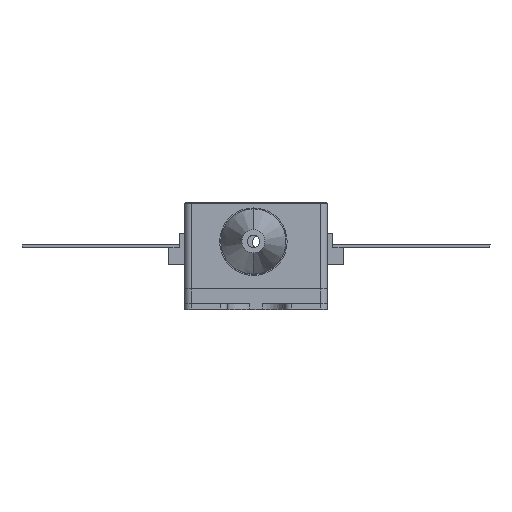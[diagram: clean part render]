
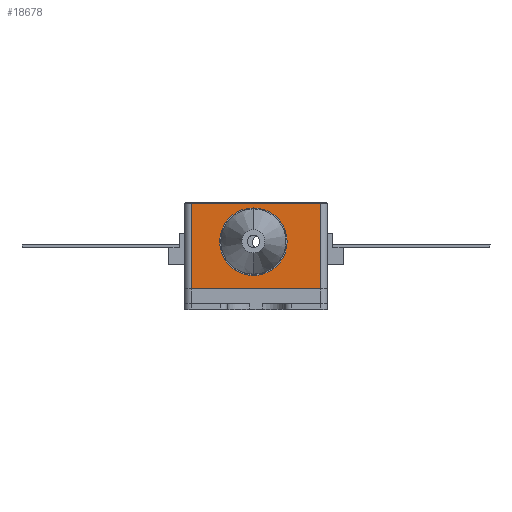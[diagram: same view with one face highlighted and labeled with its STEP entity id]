
A CAD part, top view. The second image highlights one B-rep face of the part: STEP entity #18678.
In plain terms, the highlighted planar face has unit normal (0, 0, 1).
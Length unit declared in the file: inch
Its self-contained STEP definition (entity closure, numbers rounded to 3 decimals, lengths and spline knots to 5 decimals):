
#256 = VECTOR ( 'NONE', #9132, 39.37008 ) ;
#459 = LINE ( 'NONE', #3946, #3358 ) ;
#988 = DIRECTION ( 'NONE',  ( 0., -1., 0. ) ) ;
#1442 = CARTESIAN_POINT ( 'NONE',  ( -2.31027, -0.7153, 1.90366 ) ) ;
#2077 = CIRCLE ( 'NONE', #3929, 0.0625 ) ;
#2689 = VERTEX_POINT ( 'NONE', #19696 ) ;
#2771 = CARTESIAN_POINT ( 'NONE',  ( -2.28664, -0.41609, 1.90366 ) ) ;
#2822 = CARTESIAN_POINT ( 'NONE',  ( -1.83389, -0.41609, 1.90366 ) ) ;
#3217 = CARTESIAN_POINT ( 'NONE',  ( -2.06948, -0.54994, 1.90366 ) ) ;
#3358 = VECTOR ( 'NONE', #15039, 39.37008 ) ;
#3392 = AXIS2_PLACEMENT_3D ( 'NONE', #7413, #7500, #20399 ) ;
#3568 = CARTESIAN_POINT ( 'NONE',  ( -2.00698, -0.54994, 1.90366 ) ) ;
#3727 = ORIENTED_EDGE ( 'NONE', *, *, #6303, .T. ) ;
#3929 = AXIS2_PLACEMENT_3D ( 'NONE', #4156, #11621, #15334 ) ;
#3946 = CARTESIAN_POINT ( 'NONE',  ( -1.83389, -0.41609, 1.90366 ) ) ;
#4156 = CARTESIAN_POINT ( 'NONE',  ( -2.06948, -0.54994, 1.90366 ) ) ;
#5042 = DIRECTION ( 'NONE',  ( 0., 0., 1. ) ) ;
#5786 = FACE_OUTER_BOUND ( 'NONE', #13205, .T. ) ;
#5828 = ORIENTED_EDGE ( 'NONE', *, *, #21265, .T. ) ;
#6052 = LINE ( 'NONE', #13639, #7477 ) ;
#6303 = EDGE_CURVE ( 'NONE', #14071, #7620, #459, .T. ) ;
#7014 = VERTEX_POINT ( 'NONE', #2771 ) ;
#7413 = CARTESIAN_POINT ( 'NONE',  ( -2.31027, -0.7153, 1.90366 ) ) ;
#7429 = LINE ( 'NONE', #1442, #12638 ) ;
#7477 = VECTOR ( 'NONE', #988, 39.37008 ) ;
#7500 = DIRECTION ( 'NONE',  ( 0., 0., 1. ) ) ;
#7620 = VERTEX_POINT ( 'NONE', #2822 ) ;
#8185 = EDGE_LOOP ( 'NONE', ( #21537, #23615 ) ) ;
#8657 = DIRECTION ( 'NONE',  ( 1., 0., 0. ) ) ;
#9132 = DIRECTION ( 'NONE',  ( -1., 0., 0. ) ) ;
#9362 = AXIS2_PLACEMENT_3D ( 'NONE', #3217, #5042, #8657 ) ;
#10513 = CARTESIAN_POINT ( 'NONE',  ( -2.13198, -0.54994, 1.90366 ) ) ;
#10623 = LINE ( 'NONE', #14171, #256 ) ;
#10777 = EDGE_CURVE ( 'NONE', #2689, #14071, #7429, .T. ) ;
#10812 = EDGE_CURVE ( 'NONE', #14352, #21510, #16969, .T. ) ;
#11101 = ORIENTED_EDGE ( 'NONE', *, *, #22187, .T. ) ;
#11621 = DIRECTION ( 'NONE',  ( 0., 0., 1. ) ) ;
#12207 = DIRECTION ( 'NONE',  ( 1., 0., 0. ) ) ;
#12638 = VECTOR ( 'NONE', #12207, 39.37008 ) ;
#13205 = EDGE_LOOP ( 'NONE', ( #11101, #5828, #15824, #3727 ) ) ;
#13604 = FACE_BOUND ( 'NONE', #8185, .T. ) ;
#13639 = CARTESIAN_POINT ( 'NONE',  ( -2.28664, -0.7153, 1.90366 ) ) ;
#14071 = VERTEX_POINT ( 'NONE', #17169 ) ;
#14171 = CARTESIAN_POINT ( 'NONE',  ( -2.31027, -0.41609, 1.90366 ) ) ;
#14352 = VERTEX_POINT ( 'NONE', #10513 ) ;
#14776 = EDGE_CURVE ( 'NONE', #21510, #14352, #2077, .T. ) ;
#15018 = PLANE ( 'NONE',  #3392 ) ;
#15039 = DIRECTION ( 'NONE',  ( 0., 1., 0. ) ) ;
#15334 = DIRECTION ( 'NONE',  ( 1., 0., 0. ) ) ;
#15824 = ORIENTED_EDGE ( 'NONE', *, *, #10777, .T. ) ;
#16969 = CIRCLE ( 'NONE', #9362, 0.0625 ) ;
#17169 = CARTESIAN_POINT ( 'NONE',  ( -1.83389, -0.7153, 1.90366 ) ) ;
#18678 = ADVANCED_FACE ( 'NONE', ( #13604, #5786 ), #15018, .T. ) ;
#19696 = CARTESIAN_POINT ( 'NONE',  ( -2.28664, -0.7153, 1.90366 ) ) ;
#20399 = DIRECTION ( 'NONE',  ( 1., 0., 0. ) ) ;
#21265 = EDGE_CURVE ( 'NONE', #7014, #2689, #6052, .T. ) ;
#21510 = VERTEX_POINT ( 'NONE', #3568 ) ;
#21537 = ORIENTED_EDGE ( 'NONE', *, *, #14776, .F. ) ;
#22187 = EDGE_CURVE ( 'NONE', #7620, #7014, #10623, .T. ) ;
#23615 = ORIENTED_EDGE ( 'NONE', *, *, #10812, .F. ) ;
